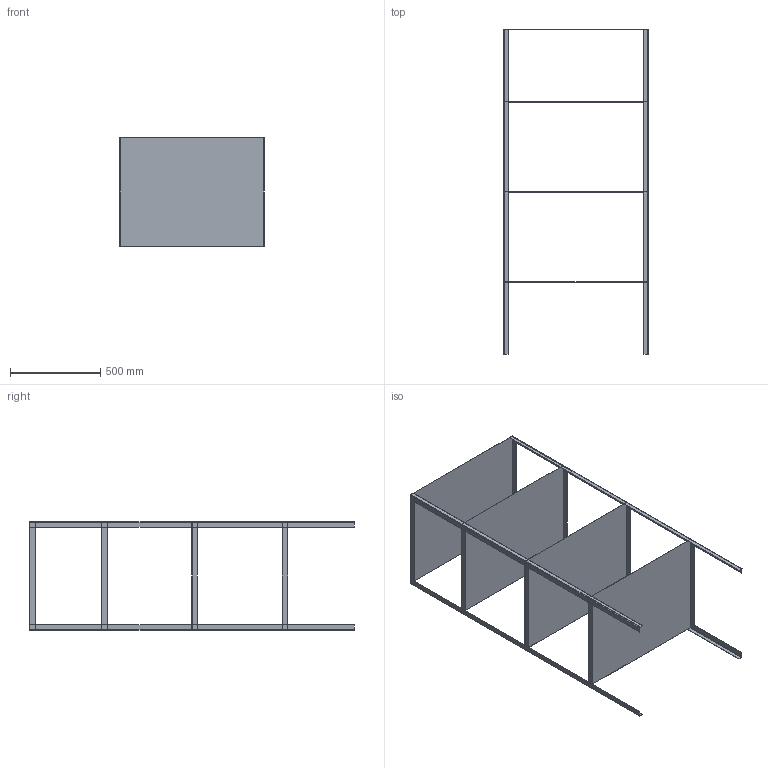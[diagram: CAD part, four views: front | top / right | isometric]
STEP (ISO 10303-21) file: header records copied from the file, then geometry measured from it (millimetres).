
FILE_DESCRIPTION(/* description */ (''),/* implementation_level */ '2;1');
FILE_NAME(/* name */ 'Rack.stp',/* time_stamp */ '2020-03-04T16:36:34+03:00',/* author */ ('CAD_Admin'),/* organization */ (''),/* preprocessor_version */ 'ST-DEVELOPER v16.5',/* originating_system */ 'Autodesk Inventor 2017',/* authorisation */ '');
FILE_SCHEMA (('AUTOMOTIVE_DESIGN { 1 0 10303 214 3 1 1 }'));
Length unit declared in the file: millimetre
Products named in the file (3): Rack; Угол 32x25x2-1800 \X2\0413041E04210422
\X0\ 19772-93; Полка
Assembly tree (8 placements, depth 2):
  Rack
    Угол 32x25x2-1800 \X2\0413041E04210422
\X0\ 19772-93  x4
    Полка  x4
Bounding box: 804 x 1801 x 604 mm (x, y, z)
Volume: 2831277.9 mm3; surface area: 4936610.4 mm2
Topology: 8 solids, 8 shells, 80 faces, 192 edges, 128 vertices
Faces by surface type: plane 72, cylinder 8
Entity records: 702 total; most frequent: DIRECTION 114, CARTESIAN_POINT 111, ORIENTED_EDGE 96, EDGE_CURVE 48, LINE 44, VECTOR 44, AXIS2_PLACEMENT_3D 35, VERTEX_POINT 32
